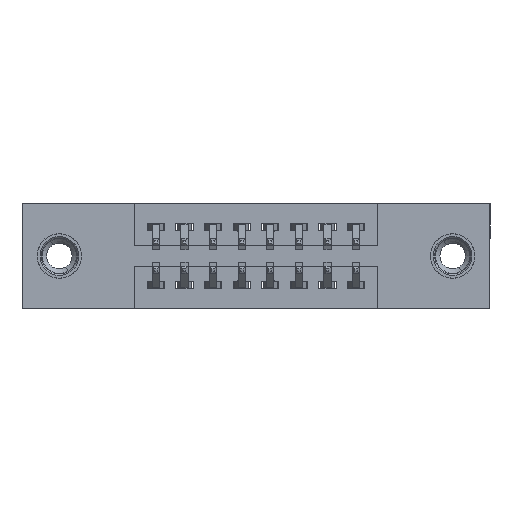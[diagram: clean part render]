
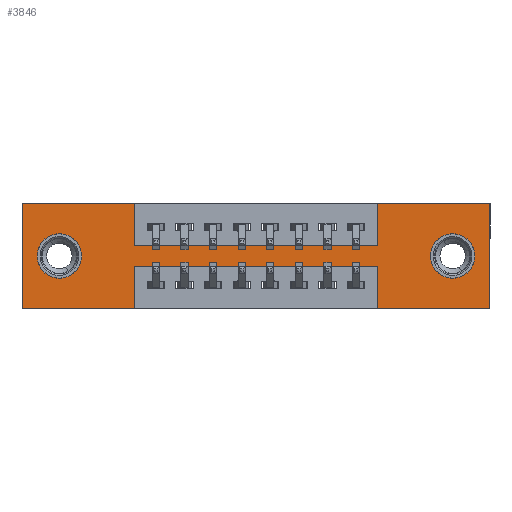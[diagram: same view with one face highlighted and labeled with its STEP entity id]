
A CAD part, front view. The second image highlights one B-rep face of the part: STEP entity #3846.
In plain terms, the highlighted planar face has unit normal (0, -1, 0).
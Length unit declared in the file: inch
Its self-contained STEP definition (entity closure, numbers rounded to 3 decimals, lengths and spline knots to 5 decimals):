
#102 = LINE ( 'NONE', #6683, #8525 ) ;
#246 = VERTEX_POINT ( 'NONE', #13689 ) ;
#304 = DIRECTION ( 'NONE',  ( 0., -1., 0. ) ) ;
#503 = DIRECTION ( 'NONE',  ( 0., 0., 1. ) ) ;
#636 = VECTOR ( 'NONE', #1234, 39.37008 ) ;
#645 = CARTESIAN_POINT ( 'NONE',  ( 0.3925, 0., -0.37 ) ) ;
#881 = DIRECTION ( 'NONE',  ( 0., 0., 1. ) ) ;
#985 = VECTOR ( 'NONE', #3992, 39.37008 ) ;
#1100 = DIRECTION ( 'NONE',  ( -1., 0., 0. ) ) ;
#1137 = VERTEX_POINT ( 'NONE', #645 ) ;
#1174 = VECTOR ( 'NONE', #15684, 39.37008 ) ;
#1234 = DIRECTION ( 'NONE',  ( 0., 0., -1. ) ) ;
#1464 = FACE_BOUND ( 'NONE', #14337, .T. ) ;
#1538 = DIRECTION ( 'NONE',  ( 0., 0., -1. ) ) ;
#1580 = EDGE_CURVE ( 'NONE', #10261, #1851, #15160, .T. ) ;
#1766 = LINE ( 'NONE', #4044, #985 ) ;
#1851 = VERTEX_POINT ( 'NONE', #15552 ) ;
#2013 = ORIENTED_EDGE ( 'NONE', *, *, #5397, .F. ) ;
#2228 = VECTOR ( 'NONE', #10505, 39.37008 ) ;
#2283 = LINE ( 'NONE', #12047, #6857 ) ;
#2317 = ORIENTED_EDGE ( 'NONE', *, *, #15646, .T. ) ;
#2449 = VECTOR ( 'NONE', #1100, 39.37008 ) ;
#2662 = CARTESIAN_POINT ( 'NONE',  ( 1.505, 0., -0.107 ) ) ;
#2744 = CIRCLE ( 'NONE', #6339, 0.078 ) ;
#2865 = LINE ( 'NONE', #8305, #10299 ) ;
#2929 = LINE ( 'NONE', #2997, #13606 ) ;
#2952 = ORIENTED_EDGE ( 'NONE', *, *, #12704, .F. ) ;
#2997 = CARTESIAN_POINT ( 'NONE',  ( 0., 0., 0. ) ) ;
#3004 = AXIS2_PLACEMENT_3D ( 'NONE', #7636, #304, #1538 ) ;
#3270 = ORIENTED_EDGE ( 'NONE', *, *, #12456, .F. ) ;
#3295 = EDGE_CURVE ( 'NONE', #5562, #13478, #10470, .T. ) ;
#3846 = ADVANCED_FACE ( 'NONE', ( #6017, #1464, #8732 ), #6325, .T. ) ;
#3992 = DIRECTION ( 'NONE',  ( 0., 0., 1. ) ) ;
#4044 = CARTESIAN_POINT ( 'NONE',  ( 1.2425, 0., 0. ) ) ;
#4063 = DIRECTION ( 'NONE',  ( 0., 1., 0. ) ) ;
#4175 = EDGE_CURVE ( 'NONE', #1851, #10261, #5044, .T. ) ;
#4210 = ORIENTED_EDGE ( 'NONE', *, *, #15090, .F. ) ;
#4274 = ORIENTED_EDGE ( 'NONE', *, *, #13936, .F. ) ;
#4398 = LINE ( 'NONE', #15626, #1174 ) ;
#4558 = ORIENTED_EDGE ( 'NONE', *, *, #12791, .T. ) ;
#4721 = CARTESIAN_POINT ( 'NONE',  ( 0.3925, 0., -0.37 ) ) ;
#4888 = EDGE_CURVE ( 'NONE', #14028, #5562, #7166, .T. ) ;
#4918 = CARTESIAN_POINT ( 'NONE',  ( 1.635, 0., -0.37 ) ) ;
#5020 = AXIS2_PLACEMENT_3D ( 'NONE', #11438, #9103, #11386 ) ;
#5044 = CIRCLE ( 'NONE', #5325, 0.078 ) ;
#5325 = AXIS2_PLACEMENT_3D ( 'NONE', #13053, #5711, #881 ) ;
#5397 = EDGE_CURVE ( 'NONE', #12670, #14815, #102, .T. ) ;
#5562 = VERTEX_POINT ( 'NONE', #6236 ) ;
#5711 = DIRECTION ( 'NONE',  ( 0., 1., 0. ) ) ;
#5713 = CARTESIAN_POINT ( 'NONE',  ( 0.3925, 0., -0.15 ) ) ;
#5803 = VERTEX_POINT ( 'NONE', #10522 ) ;
#6017 = FACE_BOUND ( 'NONE', #14228, .T. ) ;
#6104 = CARTESIAN_POINT ( 'NONE',  ( 1.2425, 0., -0.22 ) ) ;
#6236 = CARTESIAN_POINT ( 'NONE',  ( 1.2425, 0., -0.37 ) ) ;
#6325 = PLANE ( 'NONE',  #3004 ) ;
#6339 = AXIS2_PLACEMENT_3D ( 'NONE', #8931, #9147, #13995 ) ;
#6343 = LINE ( 'NONE', #12189, #636 ) ;
#6683 = CARTESIAN_POINT ( 'NONE',  ( 0.3925, 0., -0.15 ) ) ;
#6857 = VECTOR ( 'NONE', #6983, 39.37008 ) ;
#6983 = DIRECTION ( 'NONE',  ( 1., 0., 0. ) ) ;
#7044 = DIRECTION ( 'NONE',  ( 0., 0., -1. ) ) ;
#7166 = LINE ( 'NONE', #10201, #2228 ) ;
#7636 = CARTESIAN_POINT ( 'NONE',  ( 0., 0., -0.37 ) ) ;
#7655 = EDGE_CURVE ( 'NONE', #14815, #8899, #1766, .T. ) ;
#7973 = CARTESIAN_POINT ( 'NONE',  ( 0.13, 0., -0.263 ) ) ;
#8305 = CARTESIAN_POINT ( 'NONE',  ( 0., 0., 0. ) ) ;
#8395 = AXIS2_PLACEMENT_3D ( 'NONE', #8942, #4063, #503 ) ;
#8525 = VECTOR ( 'NONE', #9100, 39.37008 ) ;
#8573 = ORIENTED_EDGE ( 'NONE', *, *, #14853, .F. ) ;
#8686 = CARTESIAN_POINT ( 'NONE',  ( 1.2425, 0., 0. ) ) ;
#8732 = FACE_OUTER_BOUND ( 'NONE', #13058, .T. ) ;
#8867 = LINE ( 'NONE', #4721, #9639 ) ;
#8899 = VERTEX_POINT ( 'NONE', #8686 ) ;
#8931 = CARTESIAN_POINT ( 'NONE',  ( 1.505, 0., -0.185 ) ) ;
#8942 = CARTESIAN_POINT ( 'NONE',  ( 0.13, 0., -0.185 ) ) ;
#9100 = DIRECTION ( 'NONE',  ( 1., 0., 0. ) ) ;
#9103 = DIRECTION ( 'NONE',  ( 0., 1., 0. ) ) ;
#9147 = DIRECTION ( 'NONE',  ( 0., 1., 0. ) ) ;
#9207 = ORIENTED_EDGE ( 'NONE', *, *, #1580, .T. ) ;
#9344 = ORIENTED_EDGE ( 'NONE', *, *, #3295, .F. ) ;
#9382 = CARTESIAN_POINT ( 'NONE',  ( 0., 0., -0.37 ) ) ;
#9539 = DIRECTION ( 'NONE',  ( 1., 0., 0. ) ) ;
#9639 = VECTOR ( 'NONE', #7044, 39.37008 ) ;
#10201 = CARTESIAN_POINT ( 'NONE',  ( 0., 0., -0.37 ) ) ;
#10261 = VERTEX_POINT ( 'NONE', #7973 ) ;
#10299 = VECTOR ( 'NONE', #9539, 39.37008 ) ;
#10388 = CARTESIAN_POINT ( 'NONE',  ( 1.505, 0., -0.263 ) ) ;
#10470 = LINE ( 'NONE', #13906, #12375 ) ;
#10505 = DIRECTION ( 'NONE',  ( -1., 0., 0. ) ) ;
#10522 = CARTESIAN_POINT ( 'NONE',  ( 1.635, 0., 0. ) ) ;
#10608 = EDGE_CURVE ( 'NONE', #1137, #14827, #15422, .T. ) ;
#10705 = CARTESIAN_POINT ( 'NONE',  ( 0., 0., -0.37 ) ) ;
#11145 = ORIENTED_EDGE ( 'NONE', *, *, #12938, .F. ) ;
#11376 = VERTEX_POINT ( 'NONE', #10388 ) ;
#11386 = DIRECTION ( 'NONE',  ( 0., 0., -1. ) ) ;
#11438 = CARTESIAN_POINT ( 'NONE',  ( 1.505, 0., -0.185 ) ) ;
#11676 = CARTESIAN_POINT ( 'NONE',  ( 1.2425, 0., -0.15 ) ) ;
#11847 = ORIENTED_EDGE ( 'NONE', *, *, #4888, .F. ) ;
#11950 = VERTEX_POINT ( 'NONE', #2662 ) ;
#11954 = CARTESIAN_POINT ( 'NONE',  ( 0.3925, 0., -0.22 ) ) ;
#11977 = ORIENTED_EDGE ( 'NONE', *, *, #7655, .F. ) ;
#11983 = CARTESIAN_POINT ( 'NONE',  ( 0.3925, 0., 0. ) ) ;
#12047 = CARTESIAN_POINT ( 'NONE',  ( 0., 0., 0. ) ) ;
#12063 = DIRECTION ( 'NONE',  ( -1., 0., 0. ) ) ;
#12189 = CARTESIAN_POINT ( 'NONE',  ( 0.3925, 0., 0. ) ) ;
#12375 = VECTOR ( 'NONE', #13742, 39.37008 ) ;
#12456 = EDGE_CURVE ( 'NONE', #246, #1137, #8867, .T. ) ;
#12516 = ORIENTED_EDGE ( 'NONE', *, *, #4175, .T. ) ;
#12583 = CARTESIAN_POINT ( 'NONE',  ( 0., 0., 0. ) ) ;
#12670 = VERTEX_POINT ( 'NONE', #5713 ) ;
#12704 = EDGE_CURVE ( 'NONE', #14870, #12670, #6343, .T. ) ;
#12791 = EDGE_CURVE ( 'NONE', #11950, #11376, #2744, .T. ) ;
#12938 = EDGE_CURVE ( 'NONE', #14827, #14297, #2929, .T. ) ;
#13053 = CARTESIAN_POINT ( 'NONE',  ( 0.13, 0., -0.185 ) ) ;
#13058 = EDGE_LOOP ( 'NONE', ( #3270, #4210, #9344, #11847, #4274, #14443, #11977, #2013, #2952, #8573, #11145, #15509 ) ) ;
#13168 = VECTOR ( 'NONE', #12063, 39.37008 ) ;
#13478 = VERTEX_POINT ( 'NONE', #6104 ) ;
#13551 = LINE ( 'NONE', #11954, #13168 ) ;
#13606 = VECTOR ( 'NONE', #13923, 39.37008 ) ;
#13689 = CARTESIAN_POINT ( 'NONE',  ( 0.3925, 0., -0.22 ) ) ;
#13742 = DIRECTION ( 'NONE',  ( 0., 0., 1. ) ) ;
#13906 = CARTESIAN_POINT ( 'NONE',  ( 1.2425, 0., -0.37 ) ) ;
#13923 = DIRECTION ( 'NONE',  ( 0., 0., 1. ) ) ;
#13936 = EDGE_CURVE ( 'NONE', #5803, #14028, #4398, .T. ) ;
#13995 = DIRECTION ( 'NONE',  ( 0., 0., -1. ) ) ;
#14028 = VERTEX_POINT ( 'NONE', #4918 ) ;
#14110 = CIRCLE ( 'NONE', #5020, 0.078 ) ;
#14228 = EDGE_LOOP ( 'NONE', ( #4558, #2317 ) ) ;
#14297 = VERTEX_POINT ( 'NONE', #12583 ) ;
#14337 = EDGE_LOOP ( 'NONE', ( #12516, #9207 ) ) ;
#14443 = ORIENTED_EDGE ( 'NONE', *, *, #15372, .F. ) ;
#14815 = VERTEX_POINT ( 'NONE', #11676 ) ;
#14827 = VERTEX_POINT ( 'NONE', #9382 ) ;
#14853 = EDGE_CURVE ( 'NONE', #14297, #14870, #2865, .T. ) ;
#14870 = VERTEX_POINT ( 'NONE', #11983 ) ;
#15090 = EDGE_CURVE ( 'NONE', #13478, #246, #13551, .T. ) ;
#15160 = CIRCLE ( 'NONE', #8395, 0.078 ) ;
#15372 = EDGE_CURVE ( 'NONE', #8899, #5803, #2283, .T. ) ;
#15422 = LINE ( 'NONE', #10705, #2449 ) ;
#15509 = ORIENTED_EDGE ( 'NONE', *, *, #10608, .F. ) ;
#15552 = CARTESIAN_POINT ( 'NONE',  ( 0.13, 0., -0.107 ) ) ;
#15626 = CARTESIAN_POINT ( 'NONE',  ( 1.635, 0., 0. ) ) ;
#15646 = EDGE_CURVE ( 'NONE', #11376, #11950, #14110, .T. ) ;
#15684 = DIRECTION ( 'NONE',  ( 0., 0., -1. ) ) ;
